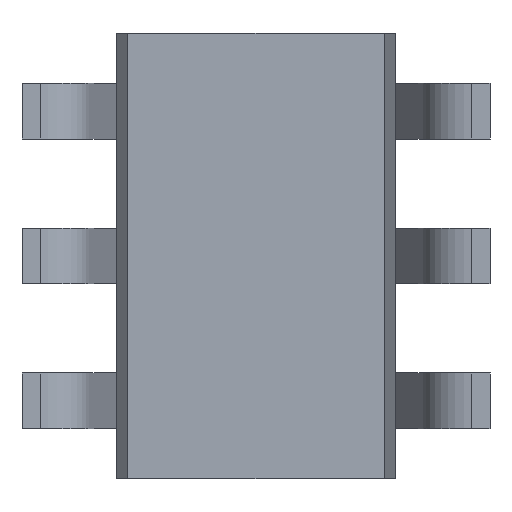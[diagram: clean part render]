
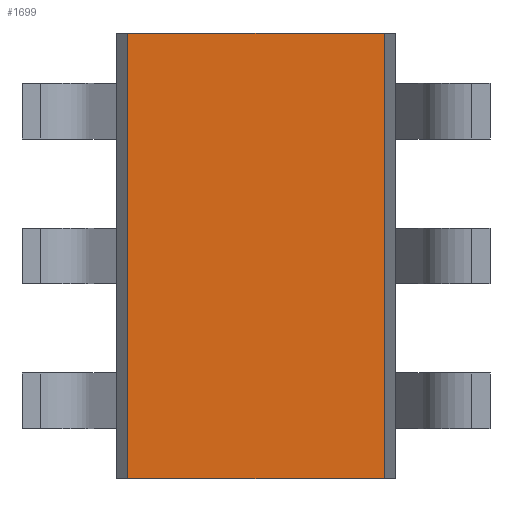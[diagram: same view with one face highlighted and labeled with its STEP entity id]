
A CAD part, front view. The second image highlights one B-rep face of the part: STEP entity #1699.
In plain terms, the highlighted planar face has unit normal (0, -1, 0).
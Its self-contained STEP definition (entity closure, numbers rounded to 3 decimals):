
#15 = VECTOR ( 'NONE', #1603, 1000. ) ;
#54 = DIRECTION ( 'NONE',  ( 0., 0., -1. ) ) ;
#81 = EDGE_CURVE ( 'NONE', #1977, #1806, #1902, .T. ) ;
#256 = EDGE_CURVE ( 'NONE', #1806, #1577, #1186, .T. ) ;
#378 = CARTESIAN_POINT ( 'NONE',  ( 0., 0.1, 0. ) ) ;
#383 = CARTESIAN_POINT ( 'NONE',  ( 0.575, 0.1, 1. ) ) ;
#456 = ORIENTED_EDGE ( 'NONE', *, *, #256, .F. ) ;
#502 = CARTESIAN_POINT ( 'NONE',  ( -0.575, 0.1, 0. ) ) ;
#564 = ORIENTED_EDGE ( 'NONE', *, *, #667, .T. ) ;
#667 = EDGE_CURVE ( 'NONE', #1977, #1988, #1017, .T. ) ;
#697 = CARTESIAN_POINT ( 'NONE',  ( -0.575, 0.1, 1. ) ) ;
#746 = PLANE ( 'NONE',  #2320 ) ;
#839 = CARTESIAN_POINT ( 'NONE',  ( 0.575, 0.1, 0. ) ) ;
#925 = EDGE_LOOP ( 'NONE', ( #1581, #456, #1571, #564 ) ) ;
#969 = VECTOR ( 'NONE', #1702, 1000. ) ;
#1017 = LINE ( 'NONE', #2267, #969 ) ;
#1131 = CARTESIAN_POINT ( 'NONE',  ( -0.575, 0.1, -1. ) ) ;
#1175 = EDGE_CURVE ( 'NONE', #1577, #1988, #1545, .T. ) ;
#1186 = LINE ( 'NONE', #697, #2163 ) ;
#1545 = LINE ( 'NONE', #839, #1966 ) ;
#1571 = ORIENTED_EDGE ( 'NONE', *, *, #81, .F. ) ;
#1577 = VERTEX_POINT ( 'NONE', #383 ) ;
#1581 = ORIENTED_EDGE ( 'NONE', *, *, #1175, .F. ) ;
#1603 = DIRECTION ( 'NONE',  ( 0., 0., 1. ) ) ;
#1644 = DIRECTION ( 'NONE',  ( 1., 0., 0. ) ) ;
#1699 = ADVANCED_FACE ( 'NONE', ( #1741 ), #746, .F. ) ;
#1702 = DIRECTION ( 'NONE',  ( 1., 0., 0. ) ) ;
#1714 = CARTESIAN_POINT ( 'NONE',  ( 0.575, 0.1, -1. ) ) ;
#1741 = FACE_OUTER_BOUND ( 'NONE', #925, .T. ) ;
#1806 = VERTEX_POINT ( 'NONE', #1971 ) ;
#1902 = LINE ( 'NONE', #502, #15 ) ;
#1966 = VECTOR ( 'NONE', #54, 1000. ) ;
#1971 = CARTESIAN_POINT ( 'NONE',  ( -0.575, 0.1, 1. ) ) ;
#1977 = VERTEX_POINT ( 'NONE', #1131 ) ;
#1988 = VERTEX_POINT ( 'NONE', #1714 ) ;
#2046 = DIRECTION ( 'NONE',  ( 0., 1., 0. ) ) ;
#2163 = VECTOR ( 'NONE', #1644, 1000. ) ;
#2235 = DIRECTION ( 'NONE',  ( 0., 0., 1. ) ) ;
#2267 = CARTESIAN_POINT ( 'NONE',  ( -0.575, 0.1, -1. ) ) ;
#2320 = AXIS2_PLACEMENT_3D ( 'NONE', #378, #2046, #2235 ) ;
